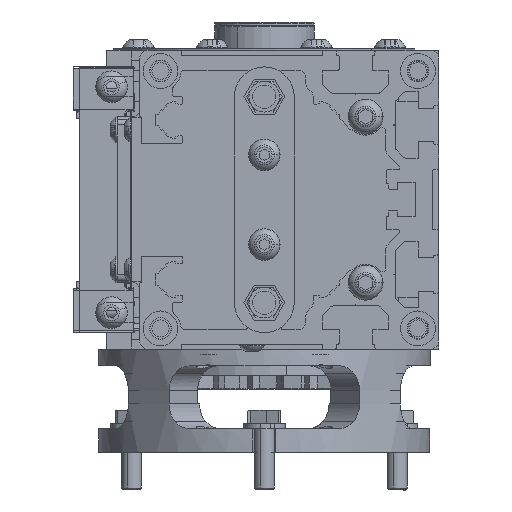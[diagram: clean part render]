
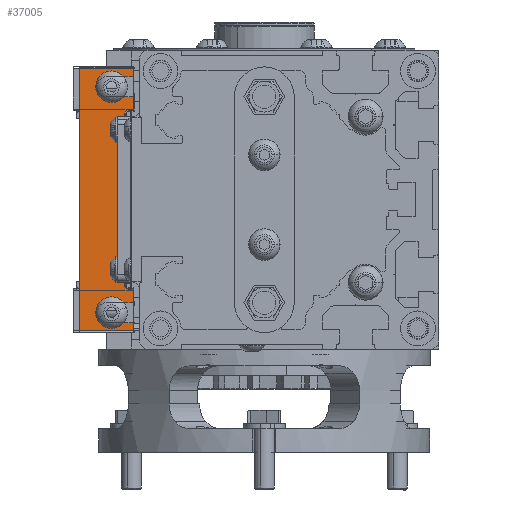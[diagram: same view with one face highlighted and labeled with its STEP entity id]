
A CAD part, left-side view. The second image highlights one B-rep face of the part: STEP entity #37005.
In plain terms, the highlighted planar face has unit normal (-1, 0, 0).
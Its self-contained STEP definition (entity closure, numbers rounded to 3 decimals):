
#45 = CARTESIAN_POINT ( 'NONE',  ( -390., 94.125, -37. ) ) ;
#376 = PLANE ( 'NONE',  #31003 ) ;
#452 = EDGE_CURVE ( 'NONE', #14908, #19816, #29366, .T. ) ;
#807 = EDGE_CURVE ( 'NONE', #38544, #25702, #45764, .T. ) ;
#2294 = VECTOR ( 'NONE', #46229, 1000. ) ;
#3249 = CARTESIAN_POINT ( 'NONE',  ( -390., 100., 34. ) ) ;
#3384 = VECTOR ( 'NONE', #20801, 1000. ) ;
#4136 = ORIENTED_EDGE ( 'NONE', *, *, #39961, .F. ) ;
#4228 = CARTESIAN_POINT ( 'NONE',  ( -390., 94.125, 31. ) ) ;
#4432 = CIRCLE ( 'NONE', #54547, 3. ) ;
#4560 = LINE ( 'NONE', #39740, #15241 ) ;
#4912 = CARTESIAN_POINT ( 'NONE',  ( -390., 93.5, -27. ) ) ;
#4985 = CARTESIAN_POINT ( 'NONE',  ( -390., 92., 20. ) ) ;
#5080 = EDGE_CURVE ( 'NONE', #16597, #40135, #16742, .T. ) ;
#5333 = CARTESIAN_POINT ( 'NONE',  ( -390., 92., -27. ) ) ;
#6953 = CARTESIAN_POINT ( 'NONE',  ( -390., 103.875, 39.5 ) ) ;
#7043 = EDGE_CURVE ( 'NONE', #30887, #36944, #21051, .T. ) ;
#7827 = DIRECTION ( 'NONE',  ( 0., 1., 0. ) ) ;
#8698 = CARTESIAN_POINT ( 'NONE',  ( -390., 92., 37. ) ) ;
#8965 = VECTOR ( 'NONE', #18173, 1000. ) ;
#9088 = EDGE_CURVE ( 'NONE', #40135, #38544, #37253, .T. ) ;
#9388 = VECTOR ( 'NONE', #46054, 1000. ) ;
#9432 = EDGE_CURVE ( 'NONE', #38209, #16597, #32238, .T. ) ;
#9474 = VECTOR ( 'NONE', #17411, 1000. ) ;
#10875 = ORIENTED_EDGE ( 'NONE', *, *, #46301, .F. ) ;
#11684 = DIRECTION ( 'NONE',  ( -1., 0., 0. ) ) ;
#14072 = CARTESIAN_POINT ( 'NONE',  ( -390., 108., -39.5 ) ) ;
#14395 = LINE ( 'NONE', #4985, #2294 ) ;
#14455 = DIRECTION ( 'NONE',  ( -1., 0., 0. ) ) ;
#14504 = LINE ( 'NONE', #55290, #37232 ) ;
#14523 = CIRCLE ( 'NONE', #47998, 1. ) ;
#14786 = EDGE_CURVE ( 'NONE', #25702, #31170, #14395, .T. ) ;
#14908 = VERTEX_POINT ( 'NONE', #19891 ) ;
#15241 = VECTOR ( 'NONE', #30770, 1000. ) ;
#16597 = VERTEX_POINT ( 'NONE', #22978 ) ;
#16742 = LINE ( 'NONE', #42492, #38042 ) ;
#16977 = CARTESIAN_POINT ( 'NONE',  ( -390., 93.5, -26. ) ) ;
#17411 = DIRECTION ( 'NONE',  ( 0., 0., -1. ) ) ;
#17547 = CARTESIAN_POINT ( 'NONE',  ( -390., 92., 31. ) ) ;
#18173 = DIRECTION ( 'NONE',  ( 0., -1., 0. ) ) ;
#18543 = CARTESIAN_POINT ( 'NONE',  ( -390., 94.5, 0. ) ) ;
#18873 = VERTEX_POINT ( 'NONE', #4912 ) ;
#19816 = VERTEX_POINT ( 'NONE', #58144 ) ;
#19891 = CARTESIAN_POINT ( 'NONE',  ( -390., 94.5, 26. ) ) ;
#20177 = CARTESIAN_POINT ( 'NONE',  ( -390., 108., -40. ) ) ;
#20223 = DIRECTION ( 'NONE',  ( 0., 0., -1. ) ) ;
#20240 = VECTOR ( 'NONE', #50205, 1000. ) ;
#20645 = DIRECTION ( 'NONE',  ( 0., -1., 0. ) ) ;
#20801 = DIRECTION ( 'NONE',  ( 0., 0., -1. ) ) ;
#21051 = LINE ( 'NONE', #4228, #8965 ) ;
#21516 = DIRECTION ( 'NONE',  ( 0., 0.707, -0.707 ) ) ;
#22283 = ORIENTED_EDGE ( 'NONE', *, *, #48543, .F. ) ;
#22978 = CARTESIAN_POINT ( 'NONE',  ( -390., 92., -31. ) ) ;
#23155 = ORIENTED_EDGE ( 'NONE', *, *, #9088, .F. ) ;
#23247 = CARTESIAN_POINT ( 'NONE',  ( -390., 92., -39.5 ) ) ;
#23452 = AXIS2_PLACEMENT_3D ( 'NONE', #38938, #11684, #43563 ) ;
#23832 = ORIENTED_EDGE ( 'NONE', *, *, #34264, .F. ) ;
#24730 = CARTESIAN_POINT ( 'NONE',  ( -390., 108., 39.5 ) ) ;
#25702 = VERTEX_POINT ( 'NONE', #35490 ) ;
#26682 = ORIENTED_EDGE ( 'NONE', *, *, #807, .F. ) ;
#27570 = LINE ( 'NONE', #48135, #3384 ) ;
#28652 = VECTOR ( 'NONE', #38355, 1000. ) ;
#29235 = DIRECTION ( 'NONE',  ( 0., 0., -1. ) ) ;
#29366 = LINE ( 'NONE', #18543, #52176 ) ;
#30770 = DIRECTION ( 'NONE',  ( 0., 1., 0. ) ) ;
#30887 = VERTEX_POINT ( 'NONE', #57151 ) ;
#31003 = AXIS2_PLACEMENT_3D ( 'NONE', #54926, #45811, #32197 ) ;
#31170 = VERTEX_POINT ( 'NONE', #23247 ) ;
#31248 = ORIENTED_EDGE ( 'NONE', *, *, #53799, .F. ) ;
#31859 = VERTEX_POINT ( 'NONE', #24730 ) ;
#32197 = DIRECTION ( 'NONE',  ( 0., 0., 1. ) ) ;
#32238 = LINE ( 'NONE', #58203, #9474 ) ;
#32334 = LINE ( 'NONE', #40822, #20240 ) ;
#32550 = DIRECTION ( 'NONE',  ( 0., -1., 0. ) ) ;
#32569 = EDGE_CURVE ( 'NONE', #54137, #33967, #51329, .T. ) ;
#33218 = CARTESIAN_POINT ( 'NONE',  ( -390., 92., 39.5 ) ) ;
#33455 = VERTEX_POINT ( 'NONE', #53748 ) ;
#33696 = EDGE_CURVE ( 'NONE', #45649, #33455, #42212, .T. ) ;
#33761 = FACE_OUTER_BOUND ( 'NONE', #41187, .T. ) ;
#33768 = EDGE_CURVE ( 'NONE', #31859, #54137, #50053, .T. ) ;
#33778 = CARTESIAN_POINT ( 'NONE',  ( -390., 95.625, 27. ) ) ;
#33967 = VERTEX_POINT ( 'NONE', #8698 ) ;
#34264 = EDGE_CURVE ( 'NONE', #42210, #31859, #46552, .T. ) ;
#34367 = VECTOR ( 'NONE', #38277, 1000. ) ;
#35053 = DIRECTION ( 'NONE',  ( -1., 0., 0. ) ) ;
#35490 = CARTESIAN_POINT ( 'NONE',  ( -390., 92., -37. ) ) ;
#35767 = ORIENTED_EDGE ( 'NONE', *, *, #5080, .F. ) ;
#35916 = ORIENTED_EDGE ( 'NONE', *, *, #452, .F. ) ;
#36620 = CARTESIAN_POINT ( 'NONE',  ( -390., 100., -31. ) ) ;
#36944 = VERTEX_POINT ( 'NONE', #17547 ) ;
#37005 = ADVANCED_FACE ( 'NONE', ( #33761 ), #376, .F. ) ;
#37193 = ORIENTED_EDGE ( 'NONE', *, *, #32569, .F. ) ;
#37232 = VECTOR ( 'NONE', #32550, 1000. ) ;
#37253 = CIRCLE ( 'NONE', #41993, 3. ) ;
#37369 = EDGE_CURVE ( 'NONE', #33967, #46749, #4560, .T. ) ;
#37890 = VECTOR ( 'NONE', #20645, 1000. ) ;
#38042 = VECTOR ( 'NONE', #56210, 1000. ) ;
#38209 = VERTEX_POINT ( 'NONE', #5333 ) ;
#38277 = DIRECTION ( 'NONE',  ( 0., 0., 1. ) ) ;
#38355 = DIRECTION ( 'NONE',  ( 0., 1., 0. ) ) ;
#38544 = VERTEX_POINT ( 'NONE', #53674 ) ;
#38938 = CARTESIAN_POINT ( 'NONE',  ( -390., 93.5, 26. ) ) ;
#39740 = CARTESIAN_POINT ( 'NONE',  ( -390., 99.125, 37. ) ) ;
#39961 = EDGE_CURVE ( 'NONE', #46749, #30887, #4432, .T. ) ;
#40135 = VERTEX_POINT ( 'NONE', #36620 ) ;
#40822 = CARTESIAN_POINT ( 'NONE',  ( -390., 95.625, -39.5 ) ) ;
#41187 = EDGE_LOOP ( 'NONE', ( #51250, #4136, #55100, #37193, #56588, #23832, #48581, #56260, #26682, #23155, #35767, #50459, #22283, #31248, #35916, #10875, #57503, #48774 ) ) ;
#41705 = CARTESIAN_POINT ( 'NONE',  ( -390., 100., -34. ) ) ;
#41993 = AXIS2_PLACEMENT_3D ( 'NONE', #41705, #14455, #46333 ) ;
#42210 = VERTEX_POINT ( 'NONE', #14072 ) ;
#42212 = LINE ( 'NONE', #33778, #28652 ) ;
#42492 = CARTESIAN_POINT ( 'NONE',  ( -390., 99.125, -31. ) ) ;
#42957 = CARTESIAN_POINT ( 'NONE',  ( -390., 92., 20. ) ) ;
#43563 = DIRECTION ( 'NONE',  ( 0., 0.707, 0.707 ) ) ;
#45649 = VERTEX_POINT ( 'NONE', #51387 ) ;
#45764 = LINE ( 'NONE', #45, #9388 ) ;
#45811 = DIRECTION ( 'NONE',  ( 1., 0., 0. ) ) ;
#46054 = DIRECTION ( 'NONE',  ( 0., -1., 0. ) ) ;
#46229 = DIRECTION ( 'NONE',  ( 0., 0., -1. ) ) ;
#46301 = EDGE_CURVE ( 'NONE', #33455, #14908, #51791, .T. ) ;
#46333 = DIRECTION ( 'NONE',  ( 0., 1., 0. ) ) ;
#46552 = LINE ( 'NONE', #20177, #34367 ) ;
#46749 = VERTEX_POINT ( 'NONE', #56896 ) ;
#47922 = EDGE_CURVE ( 'NONE', #31170, #42210, #32334, .T. ) ;
#47998 = AXIS2_PLACEMENT_3D ( 'NONE', #16977, #48848, #21516 ) ;
#48135 = CARTESIAN_POINT ( 'NONE',  ( -390., 92., 20. ) ) ;
#48543 = EDGE_CURVE ( 'NONE', #18873, #38209, #14504, .T. ) ;
#48581 = ORIENTED_EDGE ( 'NONE', *, *, #47922, .F. ) ;
#48774 = ORIENTED_EDGE ( 'NONE', *, *, #57337, .F. ) ;
#48848 = DIRECTION ( 'NONE',  ( -1., 0., 0. ) ) ;
#49930 = VECTOR ( 'NONE', #20223, 1000. ) ;
#50053 = LINE ( 'NONE', #6953, #37890 ) ;
#50205 = DIRECTION ( 'NONE',  ( 0., 1., 0. ) ) ;
#50459 = ORIENTED_EDGE ( 'NONE', *, *, #9432, .F. ) ;
#51250 = ORIENTED_EDGE ( 'NONE', *, *, #7043, .F. ) ;
#51329 = LINE ( 'NONE', #42957, #49930 ) ;
#51387 = CARTESIAN_POINT ( 'NONE',  ( -390., 92., 27. ) ) ;
#51791 = CIRCLE ( 'NONE', #23452, 1. ) ;
#52176 = VECTOR ( 'NONE', #29235, 1000. ) ;
#53674 = CARTESIAN_POINT ( 'NONE',  ( -390., 100., -37. ) ) ;
#53748 = CARTESIAN_POINT ( 'NONE',  ( -390., 93.5, 27. ) ) ;
#53799 = EDGE_CURVE ( 'NONE', #19816, #18873, #14523, .T. ) ;
#54137 = VERTEX_POINT ( 'NONE', #33218 ) ;
#54547 = AXIS2_PLACEMENT_3D ( 'NONE', #3249, #35053, #7827 ) ;
#54926 = CARTESIAN_POINT ( 'NONE',  ( -390., 99.75, 0. ) ) ;
#55100 = ORIENTED_EDGE ( 'NONE', *, *, #37369, .F. ) ;
#55290 = CARTESIAN_POINT ( 'NONE',  ( -390., 95.625, -27. ) ) ;
#56210 = DIRECTION ( 'NONE',  ( 0., 1., 0. ) ) ;
#56260 = ORIENTED_EDGE ( 'NONE', *, *, #14786, .F. ) ;
#56588 = ORIENTED_EDGE ( 'NONE', *, *, #33768, .F. ) ;
#56896 = CARTESIAN_POINT ( 'NONE',  ( -390., 100., 37. ) ) ;
#57151 = CARTESIAN_POINT ( 'NONE',  ( -390., 100., 31. ) ) ;
#57337 = EDGE_CURVE ( 'NONE', #36944, #45649, #27570, .T. ) ;
#57503 = ORIENTED_EDGE ( 'NONE', *, *, #33696, .F. ) ;
#58144 = CARTESIAN_POINT ( 'NONE',  ( -390., 94.5, -26. ) ) ;
#58203 = CARTESIAN_POINT ( 'NONE',  ( -390., 92., 20. ) ) ;
